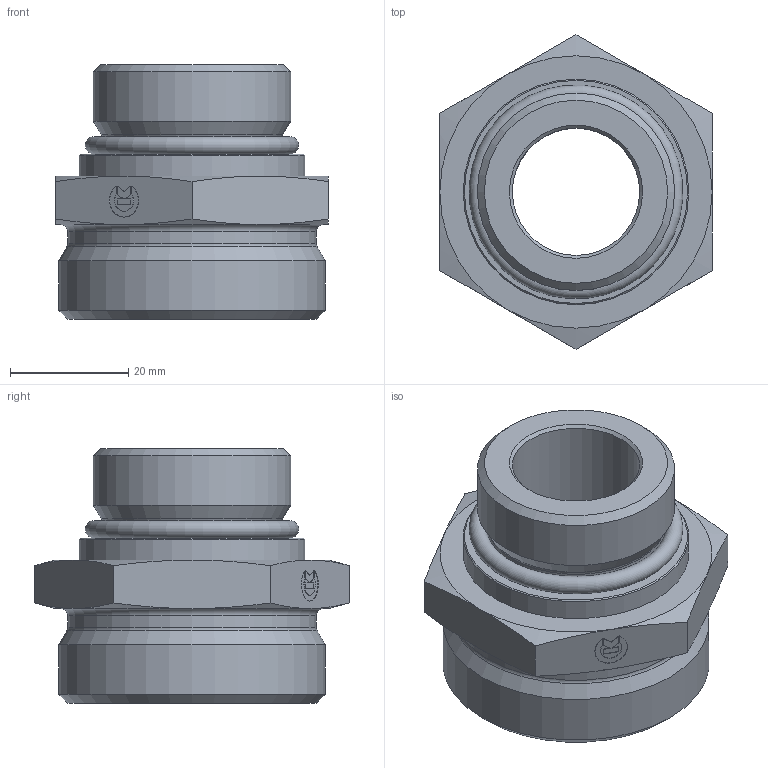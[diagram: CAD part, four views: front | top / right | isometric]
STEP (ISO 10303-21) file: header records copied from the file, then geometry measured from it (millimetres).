
FILE_DESCRIPTION((''),'2;1');
FILE_NAME('17135151645.stp','2015-06-17T14:32:31',('User'),(''),'Autodesk Inventor 2012','Autodesk Inventor 2012','');
FILE_SCHEMA(('AUTOMOTIVE_DESIGN { 1 0 10303 214 1 1 1 1 }'));
Length unit declared in the file: millimetre
Products named in the file (3): PHUNF; 17335151645; 606297429590
Assembly tree (2 placements, depth 2):
  PHUNF
    17335151645
    606297429590
Bounding box: 46 x 53.12 x 43 mm (x, y, z)
Volume: 30791.8 mm3; surface area: 12792.7 mm2
Topology: 2 solids, 2 shells, 79 faces, 185 edges, 116 vertices
Faces by surface type: plane 42, cone 20, cylinder 12, torus 5
Full cylindrical faces by diameter (mm): 21.5 x1, 30 x1, 30.35 x1, 33.338 x1, 35.3 x1, 38.1 x1, 42 x1, 45 x1
Entity records: 2243 total; most frequent: CARTESIAN_POINT 401, DIRECTION 350, ORIENTED_EDGE 318, EDGE_CURVE 159, AXIS2_PLACEMENT_3D 131, VERTEX_POINT 110, EDGE_LOOP 109, VECTOR 88
